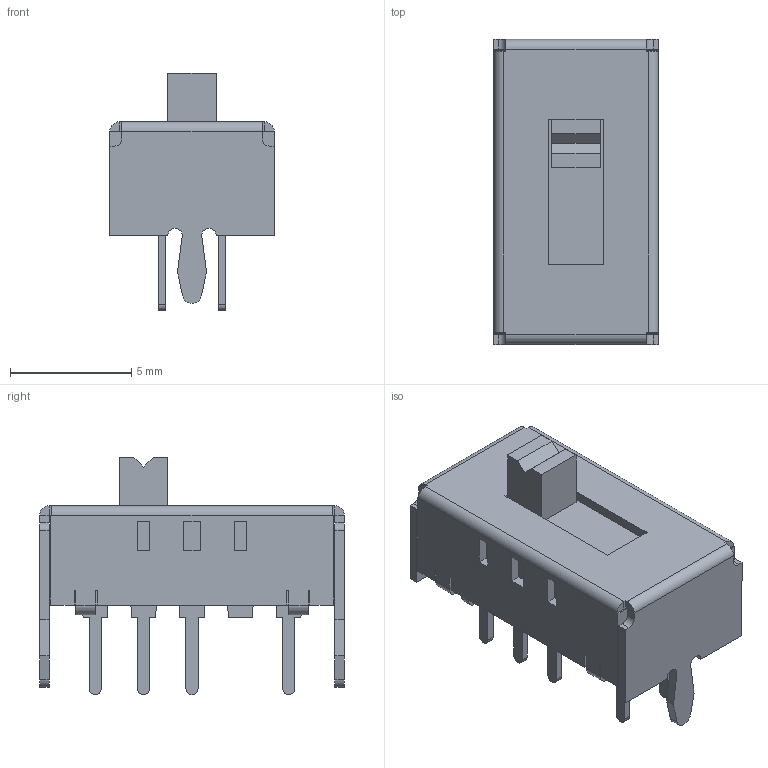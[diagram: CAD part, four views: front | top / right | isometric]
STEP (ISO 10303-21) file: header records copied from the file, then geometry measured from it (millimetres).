
FILE_DESCRIPTION(/* description */ (''),/* implementation_level */ '2;1');
FILE_NAME(/* name */ 'EG2305A.stp',/* time_stamp */ '2023-05-04T13:19:13-05:00',/* author */ ('mwilliams'),/* organization */ (''),/* preprocessor_version */ 'ST-DEVELOPER v18',/* originating_system */ 'Autodesk Inventor 2020',/* authorisation */ '');
FILE_SCHEMA (('AUTOMOTIVE_DESIGN { 1 0 10303 214 3 1 1 }'));
Length unit declared in the file: millimetre
Products named in the file (1): EG2305A
Bounding box: 6.8 x 12.6 x 9.8 mm (x, y, z)
Volume: 361.1 mm3; surface area: 546.7 mm2
Topology: 1 solids, 1 shells, 255 faces, 651 edges, 412 vertices
Faces by surface type: plane 219, cylinder 36
Entity records: 7696 total; most frequent: CARTESIAN_POINT 1319, ORIENTED_EDGE 1302, DIRECTION 1239, EDGE_CURVE 651, LINE 575, VECTOR 575, VERTEX_POINT 412, AXIS2_PLACEMENT_3D 332
